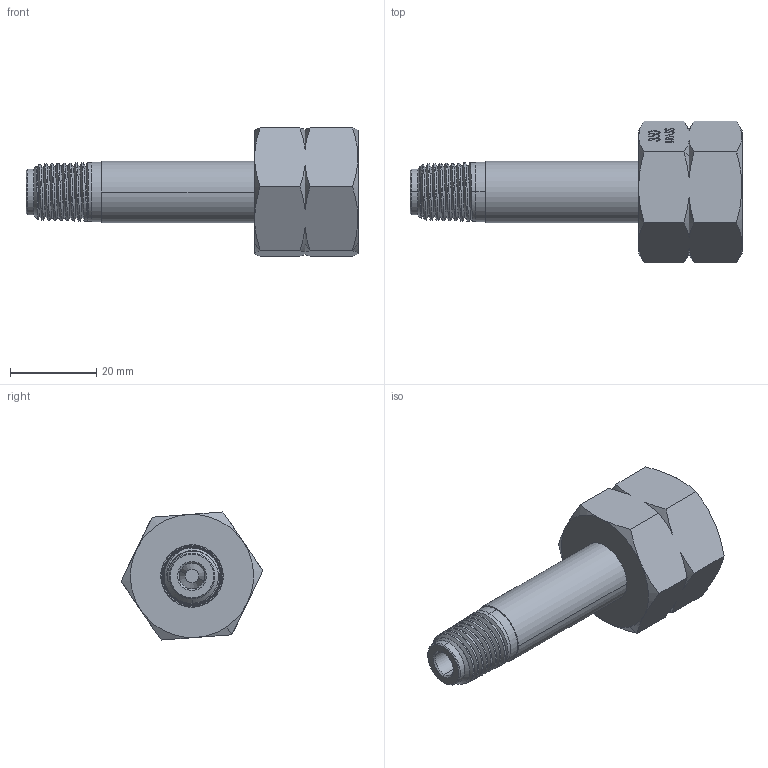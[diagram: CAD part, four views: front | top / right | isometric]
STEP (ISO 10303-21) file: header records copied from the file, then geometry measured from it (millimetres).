
FILE_DESCRIPTION (( 'STEP AP203' ), '1' );
FILE_NAME ('INL-350BR-4M-48R.STEP', '2025-09-02T13:37:22', ( '' ), ( '' ), 'SwSTEP 2.0', 'SolidWorks 2018', '' );
FILE_SCHEMA (( 'CONFIG_CONTROL_DESIGN' ));
Length unit declared in the file: inch
Products named in the file (4): PRT-000977; PRT-001807; PRT-003481; INL-350BR-4M-48R
Assembly tree (3 placements, depth 2):
  INL-350BR-4M-48R
    PRT-003481
    PRT-001807
    PRT-000977
Bounding box: 77.04 x 32.91 x 29.7 mm (x, y, z)
Volume: 19657.5 mm3; surface area: 11135.2 mm2
Topology: 3 solids, 3 shells, 160 faces, 666 edges, 530 vertices
Faces by surface type: cone 67, cylinder 40, plane 37, torus 6, bspline 6, sphere 4
Entity records: 16764 total; most frequent: CARTESIAN_POINT 11351, ORIENTED_EDGE 1324, DIRECTION 706, EDGE_CURVE 662, VERTEX_POINT 528, B_SPLINE_CURVE_WITH_KNOTS 393, AXIS2_PLACEMENT_3D 277, EDGE_LOOP 184
